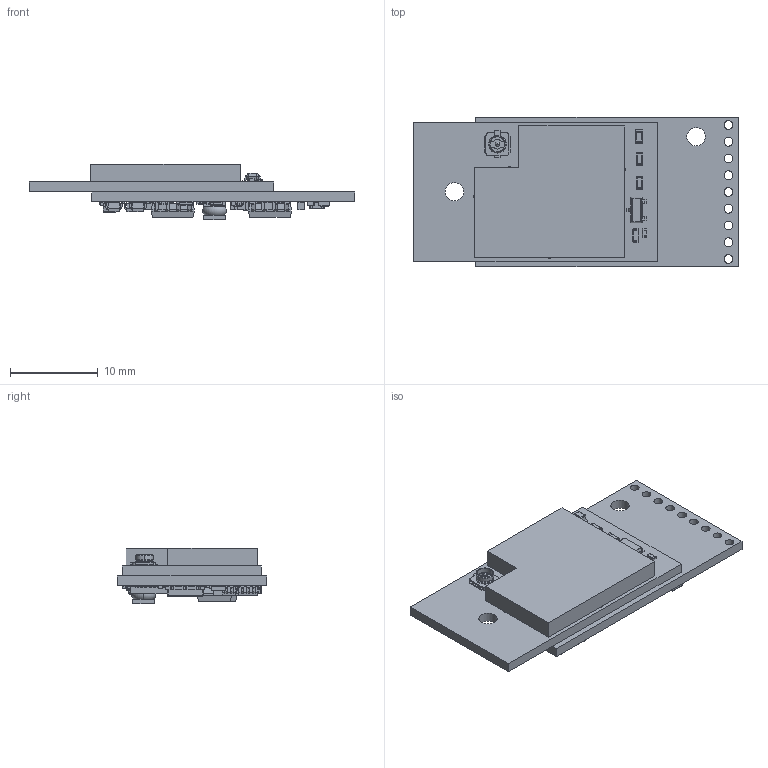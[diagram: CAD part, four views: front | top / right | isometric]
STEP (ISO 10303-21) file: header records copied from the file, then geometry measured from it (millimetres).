
FILE_DESCRIPTION(('Open CASCADE Model'),'2;1');
FILE_NAME('Open CASCADE Shape Model','2017-07-13T13:00:48',('Author'),( 'Open CASCADE'),'Open CASCADE STEP processor 6.8','Open CASCADE 6.8' ,'Unknown');
FILE_SCHEMA(('AUTOMOTIVE_DESIGN { 1 0 10303 214 1 1 1 1 }'));
Products named in the file (1): PCB
Bounding box: 36.98 x 17 x 6.28 mm (x, y, z)
Volume: 1512.9 mm3; surface area: 3440.2 mm2
Topology: 22 solids, 2824 shells, 3935 faces, 16461 edges, 15187 vertices
Faces by surface type: plane 2421, cylinder 909, bspline 483, revolution 66, sphere 42, cone 8, torus 6
Full cylindrical faces by diameter (mm): 0.3 x4, 0.35 x9, 0.5 x6, 0.6 x8, 1 x9, 2.1 x2
Entity records: 208333 total; most frequent: CARTESIAN_POINT 56863, DIRECTION 25459, ORIENTED_EDGE 18852, EDGE_CURVE 16295, VERTEX_POINT 15187, LINE 11879, VECTOR 11879, AXIS2_PLACEMENT_3D 6757
